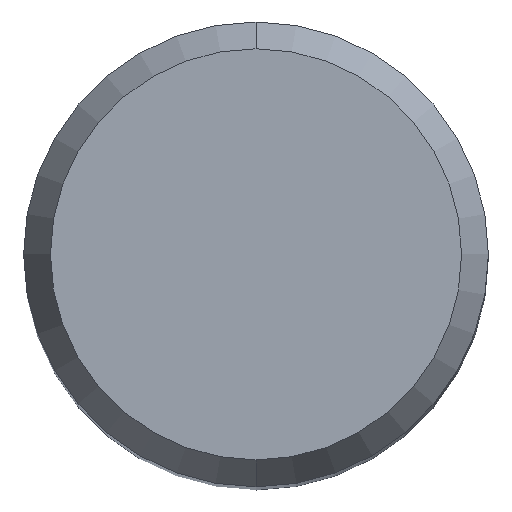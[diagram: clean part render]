
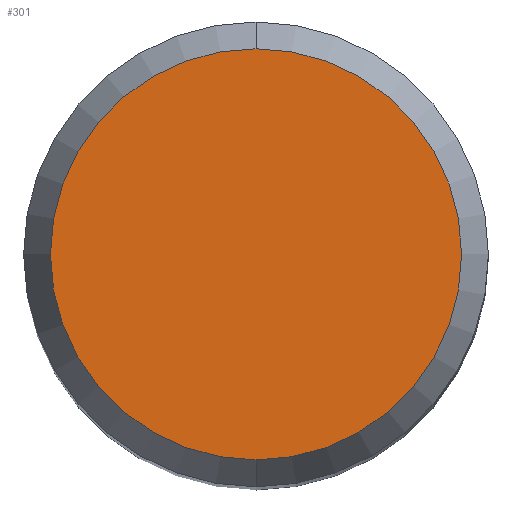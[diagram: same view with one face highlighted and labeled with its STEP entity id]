
A CAD part, top view. The second image highlights one B-rep face of the part: STEP entity #301.
In plain terms, the highlighted planar face has unit normal (0, 0, 1).
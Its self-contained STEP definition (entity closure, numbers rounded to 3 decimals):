
#221=EDGE_CURVE('',#237,#367,#550,.T.);
#237=VERTEX_POINT('',#566);
#301=ADVANCED_FACE('',(#641),#642,.T.);
#367=VERTEX_POINT('',#717);
#481=EDGE_CURVE('',#367,#237,#842,.T.);
#550=CIRCLE('',#922,4.423);
#566=CARTESIAN_POINT('',(0.,-4.423,0.0));
#641=FACE_OUTER_BOUND('',#1067,.T.);
#642=PLANE('',#1068);
#717=CARTESIAN_POINT('',(0.0,4.423,0.0));
#842=CIRCLE('',#1523,4.423);
#922=AXIS2_PLACEMENT_3D('',#1587,#1588,#1589);
#1067=EDGE_LOOP('',(#1703,#1704));
#1068=AXIS2_PLACEMENT_3D('',#1705,#1706,#1707);
#1523=AXIS2_PLACEMENT_3D('',#1924,#1925,#1926);
#1587=CARTESIAN_POINT('',(0.0,0.0,0.0));
#1588=DIRECTION('',(0.0,0.0,-1.0));
#1589=DIRECTION('',(0.0,1.0,0.0));
#1703=ORIENTED_EDGE('',*,*,#481,.F.);
#1704=ORIENTED_EDGE('',*,*,#221,.F.);
#1705=CARTESIAN_POINT('',(0.0,2.211,0.0));
#1706=DIRECTION('',(-0.0,0.0,1.0));
#1707=DIRECTION('',(0.0,-1.0,0.0));
#1924=CARTESIAN_POINT('',(0.0,0.0,0.0));
#1925=DIRECTION('',(0.0,0.0,-1.0));
#1926=DIRECTION('',(0.0,1.0,0.0));
